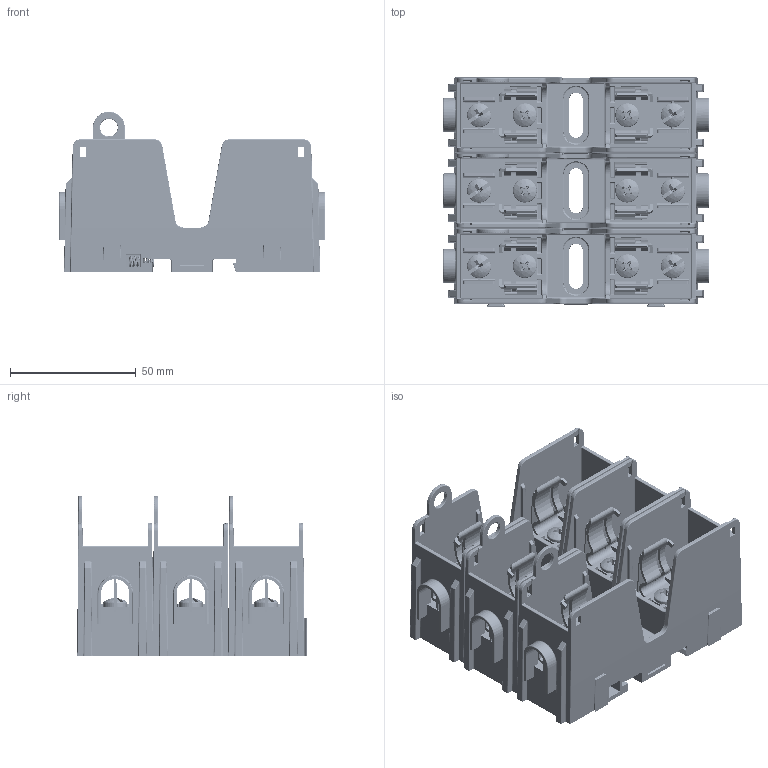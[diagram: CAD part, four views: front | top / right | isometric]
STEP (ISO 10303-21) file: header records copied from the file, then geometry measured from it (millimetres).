
FILE_DESCRIPTION (( 'STEP AP214' ), '1' );
FILE_NAME ('OUT-380445-3.STEP', '2024-02-26T22:16:25', ( '' ), ( '' ), 'SwSTEP 2.0', 'SolidWorks 2021', '' );
FILE_SCHEMA (( 'AUTOMOTIVE_DESIGN' ));
Length unit declared in the file: inch
Products named in the file (9): 370038_WITH REINFORCING SPRING; 220034_2022N118; 280233^OUT-380445; 360387_WITH REINFORCING SPRING; 410046; F08936_90272A147; 330832_OVER CLIP; F08907; OUT-380445-3
Assembly tree (24 placements, depth 3):
  OUT-380445-3
    410046  x3
    360387_WITH REINFORCING SPRING  x6
      370038_WITH REINFORCING SPRING
      330832_OVER CLIP
      F08907
    F08936_90272A147  x6
    220034_2022N118  x3
    280233^OUT-380445  x3
Bounding box: 105.4 x 90.93 x 63.75 mm (x, y, z)
Volume: 174328.7 mm3; surface area: 145628.5 mm2
Topology: 36 solids, 36 shells, 6606 faces, 15945 edges, 9378 vertices
Faces by surface type: plane 2544, cylinder 2391, bspline 558, cone 513, sphere 396, torus 204
Entity records: 57300 total; most frequent: CARTESIAN_POINT 19636, ORIENTED_EDGE 8150, DIRECTION 7499, EDGE_CURVE 4075, AXIS2_PLACEMENT_3D 2639, VERTEX_POINT 2403, LINE 2221, VECTOR 2221
